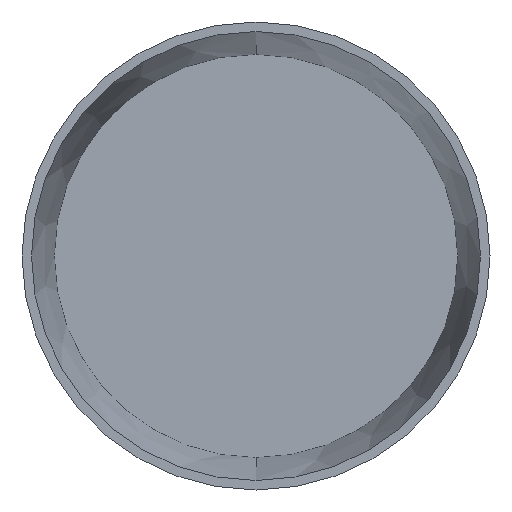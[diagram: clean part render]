
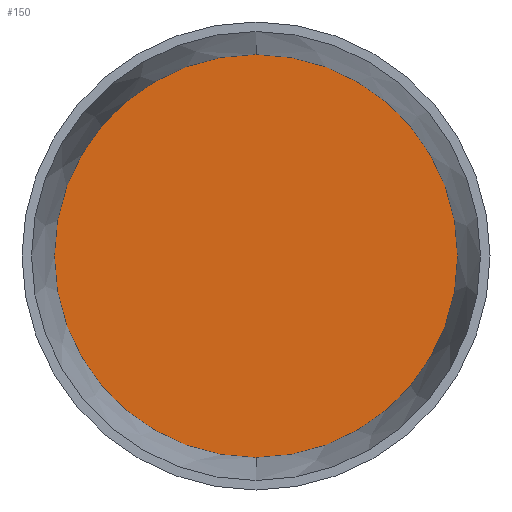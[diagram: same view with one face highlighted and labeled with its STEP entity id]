
A CAD part, front view. The second image highlights one B-rep face of the part: STEP entity #150.
In plain terms, the highlighted planar face has unit normal (0, -1, 0).
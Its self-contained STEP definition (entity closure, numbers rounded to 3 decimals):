
#32 = CARTESIAN_POINT ( 'NONE',  ( 0., 7., 10.766 ) ) ;
#36 = AXIS2_PLACEMENT_3D ( 'NONE', #182, #87, #173 ) ;
#39 = EDGE_CURVE ( 'NONE', #180, #114, #205, .T. ) ;
#41 = EDGE_LOOP ( 'NONE', ( #56, #204 ) ) ;
#56 = ORIENTED_EDGE ( 'NONE', *, *, #207, .F. ) ;
#60 = DIRECTION ( 'NONE',  ( 0., 0., 1. ) ) ;
#87 = DIRECTION ( 'NONE',  ( 0., 1., 0. ) ) ;
#99 = DIRECTION ( 'NONE',  ( 0., 1., 0. ) ) ;
#114 = VERTEX_POINT ( 'NONE', #170 ) ;
#122 = FACE_OUTER_BOUND ( 'NONE', #41, .T. ) ;
#132 = AXIS2_PLACEMENT_3D ( 'NONE', #216, #186, #155 ) ;
#140 = PLANE ( 'NONE',  #36 ) ;
#150 = ADVANCED_FACE ( 'NONE', ( #122 ), #140, .F. ) ;
#155 = DIRECTION ( 'NONE',  ( 0., 0., 1. ) ) ;
#165 = CARTESIAN_POINT ( 'NONE',  ( 0., 7., 0. ) ) ;
#170 = CARTESIAN_POINT ( 'NONE',  ( 0., 7., -10.766 ) ) ;
#173 = DIRECTION ( 'NONE',  ( 0., 0., 1. ) ) ;
#174 = CIRCLE ( 'NONE', #193, 10.766 ) ;
#180 = VERTEX_POINT ( 'NONE', #32 ) ;
#182 = CARTESIAN_POINT ( 'NONE',  ( 0., 7., 0. ) ) ;
#186 = DIRECTION ( 'NONE',  ( 0., 1., 0. ) ) ;
#193 = AXIS2_PLACEMENT_3D ( 'NONE', #165, #99, #60 ) ;
#204 = ORIENTED_EDGE ( 'NONE', *, *, #39, .F. ) ;
#205 = CIRCLE ( 'NONE', #132, 10.766 ) ;
#207 = EDGE_CURVE ( 'NONE', #114, #180, #174, .T. ) ;
#216 = CARTESIAN_POINT ( 'NONE',  ( 0., 7., 0. ) ) ;
